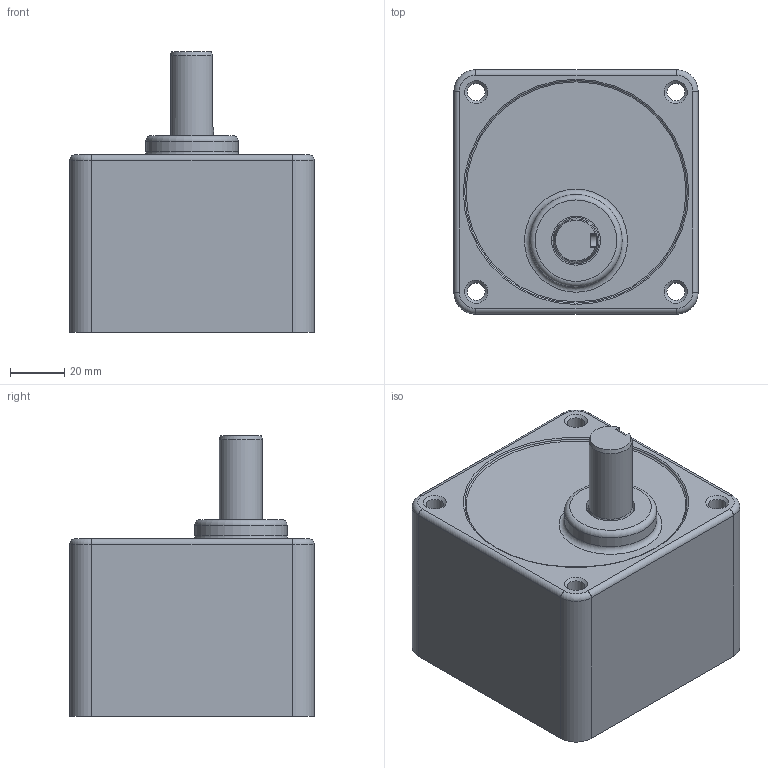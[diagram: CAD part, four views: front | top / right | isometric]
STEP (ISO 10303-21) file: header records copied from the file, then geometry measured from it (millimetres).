
FILE_DESCRIPTION((''),'2;1');
FILE_NAME('S9KC_BHA.stp','2011-07-27T09:13:23',('jy-jung'),(''),'Autodesk Inventor 2011','Autodesk Inventor 2011','');
FILE_SCHEMA(('AUTOMOTIVE_DESIGN { 1 0 10303 214 1 1 1 1 }'));
Length unit declared in the file: millimetre
Products named in the file (1): S9KC_BHA
Bounding box: 90 x 90 x 103.5 mm (x, y, z)
Volume: 503999.5 mm3; surface area: 48567.5 mm2
Topology: 1 solids, 1 shells, 53 faces, 117 edges, 72 vertices
Faces by surface type: cylinder 19, plane 17, torus 8, cone 6, bspline 3
Full cylindrical faces by diameter (mm): 6.5 x4, 12 x1, 15.875 x1, 17 x1, 18 x1, 34 x1, 83 x1
Entity records: 1535 total; most frequent: CARTESIAN_POINT 401, DIRECTION 239, ORIENTED_EDGE 192, AXIS2_PLACEMENT_3D 104, EDGE_CURVE 96, EDGE_LOOP 86, VERTEX_POINT 70, FACE_OUTER_BOUND 53
